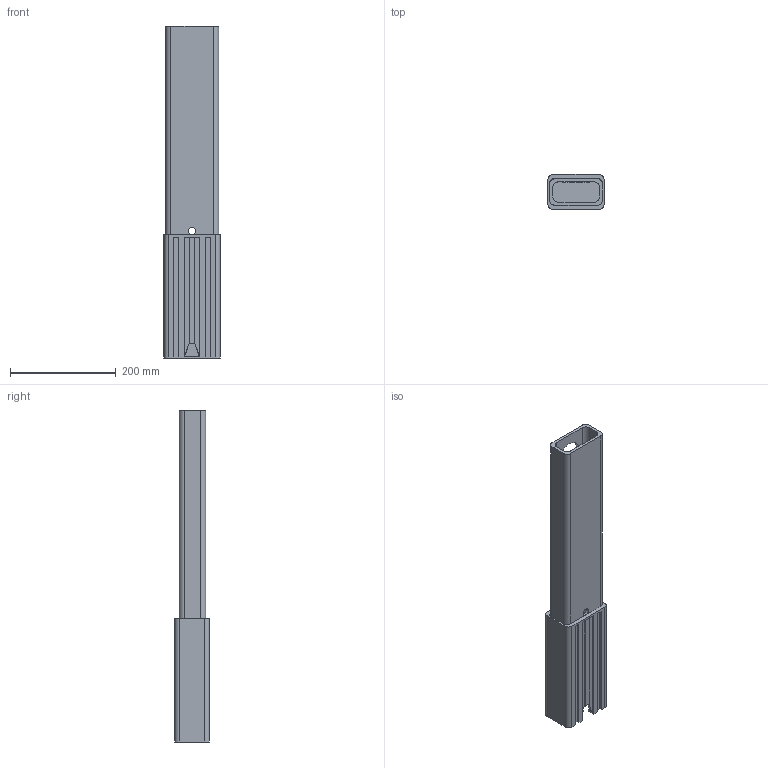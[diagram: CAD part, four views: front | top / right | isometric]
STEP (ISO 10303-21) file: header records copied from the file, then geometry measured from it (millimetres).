
FILE_DESCRIPTION(/* description */ (''),/* implementation_level */ '2;1');
FILE_NAME(/* name */ 'BWC 55-740-2b Komplett innerrør plasstøpt.stp',/* time_stamp */ '2020-01-06T12:54:45+01:00',/* author */ ('Bruker'),/* organization */ (''),/* preprocessor_version */ 'ST-DEVELOPER v18',/* originating_system */ 'Autodesk Inventor 2020',/* authorisation */ '');
FILE_SCHEMA (('AUTOMOTIVE_DESIGN { 1 0 10303 214 3 1 1 }'));
Length unit declared in the file: millimetre
Products named in the file (4): BWC 55-740-2b Komplett innerrør plasstøpt; BWC 55-740-2b-1 Innerrør plasstøpt; BWC 40-265-2-3 Skumgummi til innerrør; BWC Dempeboks hel
Assembly tree (3 placements, depth 2):
  BWC 55-740-2b Komplett innerrør plasstøpt
    BWC 55-740-2b-1 Innerrør plasstøpt
    BWC 40-265-2-3 Skumgummi til innerrør
    BWC Dempeboks hel
Bounding box: 106 x 66 x 627.5 mm (x, y, z)
Volume: 1499240.5 mm3; surface area: 490462.4 mm2
Topology: 3 solids, 3 shells, 96 faces, 271 edges, 180 vertices
Faces by surface type: plane 68, cylinder 28
Full cylindrical faces by diameter (mm): 14 x2, 50 x1
Entity records: 3278 total; most frequent: CARTESIAN_POINT 554, ORIENTED_EDGE 542, DIRECTION 535, EDGE_CURVE 271, LINE 213, VECTOR 213, VERTEX_POINT 180, AXIS2_PLACEMENT_3D 161
